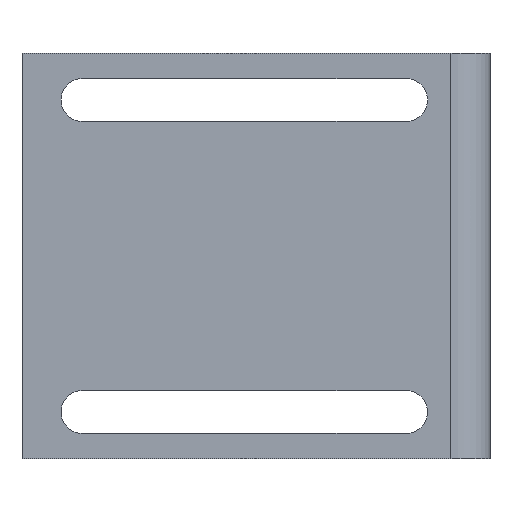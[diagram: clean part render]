
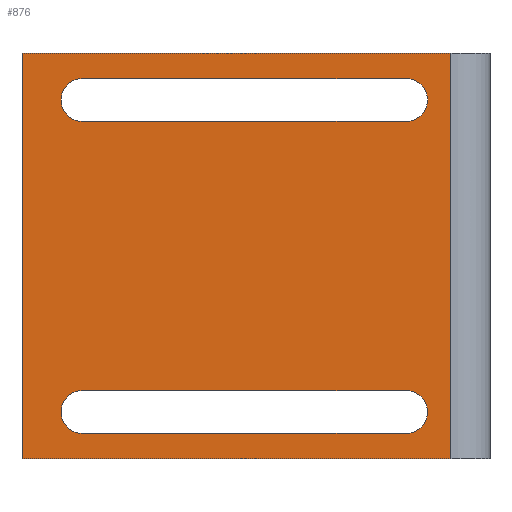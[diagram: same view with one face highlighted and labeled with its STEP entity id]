
A CAD part, left-side view. The second image highlights one B-rep face of the part: STEP entity #876.
In plain terms, the highlighted planar face has unit normal (-1, 0, 0).
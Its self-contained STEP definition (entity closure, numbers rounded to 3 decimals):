
#23 = CARTESIAN_POINT ( 'NONE',  ( -40., 10.75, 22.75 ) ) ;
#29 = DIRECTION ( 'NONE',  ( 0., -1., 0. ) ) ;
#48 = DIRECTION ( 'NONE',  ( 0., 1., 0. ) ) ;
#51 = CARTESIAN_POINT ( 'NONE',  ( -40., 52.25, 17.25 ) ) ;
#52 = DIRECTION ( 'NONE',  ( 0., 0., -1. ) ) ;
#65 = CARTESIAN_POINT ( 'NONE',  ( -40., 60., 26. ) ) ;
#71 = DIRECTION ( 'NONE',  ( 0., 1., 0. ) ) ;
#78 = AXIS2_PLACEMENT_3D ( 'NONE', #770, #715, #755 ) ;
#80 = AXIS2_PLACEMENT_3D ( 'NONE', #769, #711, #732 ) ;
#85 = AXIS2_PLACEMENT_3D ( 'NONE', #707, #680, #719 ) ;
#258 = CARTESIAN_POINT ( 'NONE',  ( -40., 52.25, 17.25 ) ) ;
#269 = EDGE_LOOP ( 'NONE', ( #529, #527, #525, #523 ) ) ;
#273 = EDGE_LOOP ( 'NONE', ( #539, #536, #535, #534 ) ) ;
#281 = EDGE_LOOP ( 'NONE', ( #533, #532, #531, #530 ) ) ;
#284 = VECTOR ( 'NONE', #677, 1000. ) ;
#293 = CIRCLE ( 'NONE', #80, 2.75 ) ;
#360 = DIRECTION ( 'NONE',  ( 0., 1., 0. ) ) ;
#364 = CARTESIAN_POINT ( 'NONE',  ( -40., 10.75, -22.75 ) ) ;
#382 = CARTESIAN_POINT ( 'NONE',  ( -40., 5., -26. ) ) ;
#438 = CARTESIAN_POINT ( 'NONE',  ( -40., 52.25, -22.75 ) ) ;
#440 = CARTESIAN_POINT ( 'NONE',  ( -40., 52.25, -17.25 ) ) ;
#468 = CARTESIAN_POINT ( 'NONE',  ( -40., 10.75, -22.75 ) ) ;
#472 = CARTESIAN_POINT ( 'NONE',  ( -40., 60., -26. ) ) ;
#478 = CARTESIAN_POINT ( 'NONE',  ( -40., 10.75, 17.25 ) ) ;
#480 = CARTESIAN_POINT ( 'NONE',  ( -40., 10.75, -17.25 ) ) ;
#487 = CARTESIAN_POINT ( 'NONE',  ( -40., 52.25, 22.75 ) ) ;
#492 = CARTESIAN_POINT ( 'NONE',  ( -40., 10.75, 22.75 ) ) ;
#493 = DIRECTION ( 'NONE',  ( 0., 0., 1. ) ) ;
#497 = PLANE ( 'NONE',  #927 ) ;
#501 = CARTESIAN_POINT ( 'NONE',  ( -40., 0., 26. ) ) ;
#507 = DIRECTION ( 'NONE',  ( -1., 0., 0. ) ) ;
#523 = ORIENTED_EDGE ( 'NONE', *, *, #997, .T. ) ;
#525 = ORIENTED_EDGE ( 'NONE', *, *, #984, .T. ) ;
#527 = ORIENTED_EDGE ( 'NONE', *, *, #943, .F. ) ;
#529 = ORIENTED_EDGE ( 'NONE', *, *, #925, .F. ) ;
#530 = ORIENTED_EDGE ( 'NONE', *, *, #907, .T. ) ;
#531 = ORIENTED_EDGE ( 'NONE', *, *, #939, .T. ) ;
#532 = ORIENTED_EDGE ( 'NONE', *, *, #983, .T. ) ;
#533 = ORIENTED_EDGE ( 'NONE', *, *, #954, .T. ) ;
#534 = ORIENTED_EDGE ( 'NONE', *, *, #999, .T. ) ;
#535 = ORIENTED_EDGE ( 'NONE', *, *, #928, .T. ) ;
#536 = ORIENTED_EDGE ( 'NONE', *, *, #1007, .T. ) ;
#539 = ORIENTED_EDGE ( 'NONE', *, *, #938, .T. ) ;
#558 = LINE ( 'NONE', #709, #561 ) ;
#560 = LINE ( 'NONE', #686, #563 ) ;
#561 = VECTOR ( 'NONE', #692, 1000. ) ;
#563 = VECTOR ( 'NONE', #71, 1000. ) ;
#570 = LINE ( 'NONE', #65, #578 ) ;
#575 = LINE ( 'NONE', #23, #588 ) ;
#577 = LINE ( 'NONE', #51, #580 ) ;
#578 = VECTOR ( 'NONE', #52, 1000. ) ;
#580 = VECTOR ( 'NONE', #48, 1000. ) ;
#588 = VECTOR ( 'NONE', #29, 1000. ) ;
#629 = FACE_OUTER_BOUND ( 'NONE', #269, .T. ) ;
#632 = FACE_BOUND ( 'NONE', #273, .T. ) ;
#635 = FACE_BOUND ( 'NONE', #281, .T. ) ;
#677 = DIRECTION ( 'NONE',  ( 0., 0., -1. ) ) ;
#679 = CARTESIAN_POINT ( 'NONE',  ( -40., 10.75, 20. ) ) ;
#680 = DIRECTION ( 'NONE',  ( 1., 0., 0. ) ) ;
#686 = CARTESIAN_POINT ( 'NONE',  ( -40., 0., 26. ) ) ;
#690 = DIRECTION ( 'NONE',  ( 0., 0., 1. ) ) ;
#692 = DIRECTION ( 'NONE',  ( 0., -1., 0. ) ) ;
#707 = CARTESIAN_POINT ( 'NONE',  ( -40., 52.25, 20. ) ) ;
#709 = CARTESIAN_POINT ( 'NONE',  ( -40., 52.25, -17.25 ) ) ;
#711 = DIRECTION ( 'NONE',  ( 1., 0., 0. ) ) ;
#715 = DIRECTION ( 'NONE',  ( 1., 0., 0. ) ) ;
#719 = DIRECTION ( 'NONE',  ( 0., 0., 1. ) ) ;
#720 = CARTESIAN_POINT ( 'NONE',  ( -40., 5., 26. ) ) ;
#732 = DIRECTION ( 'NONE',  ( 0., 0., 1. ) ) ;
#755 = DIRECTION ( 'NONE',  ( 0., 0., 1. ) ) ;
#758 = CARTESIAN_POINT ( 'NONE',  ( -40., 0., -26. ) ) ;
#762 = DIRECTION ( 'NONE',  ( 1., 0., 0. ) ) ;
#764 = DIRECTION ( 'NONE',  ( 0., 1., 0. ) ) ;
#769 = CARTESIAN_POINT ( 'NONE',  ( -40., 52.25, -20. ) ) ;
#770 = CARTESIAN_POINT ( 'NONE',  ( -40., 10.75, -20. ) ) ;
#776 = CARTESIAN_POINT ( 'NONE',  ( -40., 60., 26. ) ) ;
#786 = CARTESIAN_POINT ( 'NONE',  ( -40., 5., 26. ) ) ;
#789 = LINE ( 'NONE', #364, #790 ) ;
#790 = VECTOR ( 'NONE', #360, 1000. ) ;
#806 = LINE ( 'NONE', #758, #810 ) ;
#807 = CIRCLE ( 'NONE', #933, 2.75 ) ;
#810 = VECTOR ( 'NONE', #764, 1000. ) ;
#817 = LINE ( 'NONE', #720, #284 ) ;
#819 = CIRCLE ( 'NONE', #85, 2.75 ) ;
#820 = CIRCLE ( 'NONE', #78, 2.75 ) ;
#825 = VERTEX_POINT ( 'NONE', #776 ) ;
#826 = VERTEX_POINT ( 'NONE', #786 ) ;
#837 = VERTEX_POINT ( 'NONE', #492 ) ;
#839 = VERTEX_POINT ( 'NONE', #487 ) ;
#847 = VERTEX_POINT ( 'NONE', #480 ) ;
#848 = VERTEX_POINT ( 'NONE', #478 ) ;
#852 = VERTEX_POINT ( 'NONE', #472 ) ;
#854 = VERTEX_POINT ( 'NONE', #468 ) ;
#863 = VERTEX_POINT ( 'NONE', #440 ) ;
#864 = VERTEX_POINT ( 'NONE', #438 ) ;
#876 = ADVANCED_FACE ( 'NONE', ( #632, #635, #629 ), #497, .T. ) ;
#897 = VERTEX_POINT ( 'NONE', #382 ) ;
#907 = EDGE_CURVE ( 'NONE', #854, #864, #789, .T. ) ;
#925 = EDGE_CURVE ( 'NONE', #897, #852, #806, .T. ) ;
#927 = AXIS2_PLACEMENT_3D ( 'NONE', #501, #507, #493 ) ;
#928 = EDGE_CURVE ( 'NONE', #837, #848, #807, .T. ) ;
#933 = AXIS2_PLACEMENT_3D ( 'NONE', #679, #762, #690 ) ;
#938 = EDGE_CURVE ( 'NONE', #1063, #839, #819, .T. ) ;
#939 = EDGE_CURVE ( 'NONE', #847, #854, #820, .T. ) ;
#943 = EDGE_CURVE ( 'NONE', #826, #897, #817, .T. ) ;
#954 = EDGE_CURVE ( 'NONE', #864, #863, #293, .T. ) ;
#983 = EDGE_CURVE ( 'NONE', #863, #847, #558, .T. ) ;
#984 = EDGE_CURVE ( 'NONE', #826, #825, #560, .T. ) ;
#997 = EDGE_CURVE ( 'NONE', #825, #852, #570, .T. ) ;
#999 = EDGE_CURVE ( 'NONE', #848, #1063, #577, .T. ) ;
#1007 = EDGE_CURVE ( 'NONE', #839, #837, #575, .T. ) ;
#1063 = VERTEX_POINT ( 'NONE', #258 ) ;
